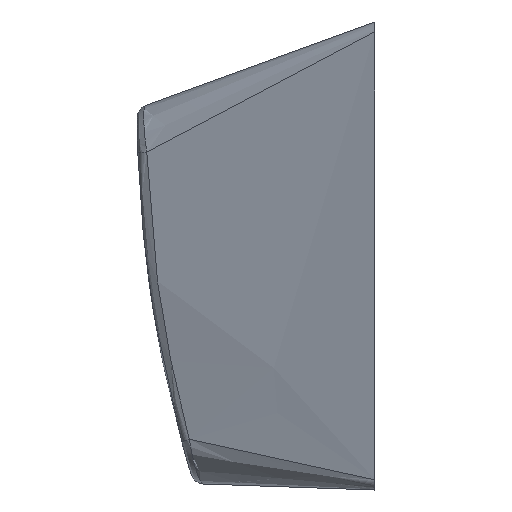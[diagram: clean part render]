
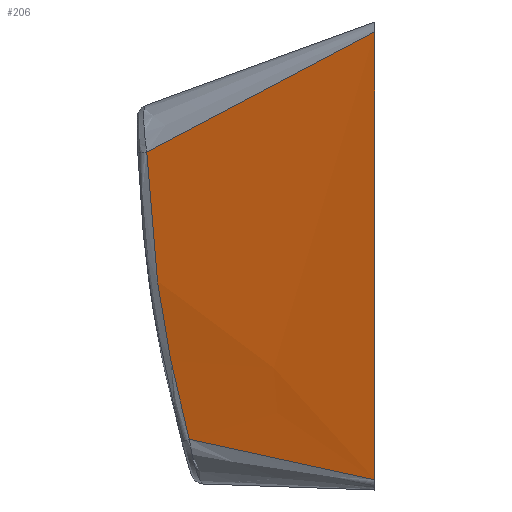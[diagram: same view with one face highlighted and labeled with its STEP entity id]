
A CAD part, left-side view. The second image highlights one B-rep face of the part: STEP entity #206.
In plain terms, the highlighted free-form (B-spline) face has degree [3, 1] with [12, 2] control points.
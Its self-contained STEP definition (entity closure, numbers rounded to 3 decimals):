
#206 = ADVANCED_FACE ( 'NONE', ( #5084 ), #3674, .F. ) ;
#246 = B_SPLINE_CURVE_WITH_KNOTS ( 'NONE', 3,
 ( #8532, #820, #7011, #3640, #3592, #8391 ),
 .UNSPECIFIED., .F., .F.,
 ( 4, 2, 4 ),
 ( 0., 0.006, 0.011 ),
 .UNSPECIFIED. ) ;
#290 = EDGE_LOOP ( 'NONE', ( #6831, #1355, #6510, #3556 ) ) ;
#328 = CARTESIAN_POINT ( 'NONE',  ( -27.324, 1.834, -8.238 ) ) ;
#368 = CARTESIAN_POINT ( 'NONE',  ( -24.445, 11.208, 4.971 ) ) ;
#371 = CARTESIAN_POINT ( 'NONE',  ( -25.369, 6.591, -7.209 ) ) ;
#456 = CARTESIAN_POINT ( 'NONE',  ( -24.868, 9.912, 5.442 ) ) ;
#493 = CARTESIAN_POINT ( 'NONE',  ( -26.388, 5.159, 5.967 ) ) ;
#551 = CARTESIAN_POINT ( 'NONE',  ( -28.1, 0., 8.668 ) ) ;
#583 = CARTESIAN_POINT ( 'NONE',  ( -25.578, 7.546, 4.699 ) ) ;
#628 = CARTESIAN_POINT ( 'NONE',  ( -27.639, 1.406, 7.938 ) ) ;
#820 = CARTESIAN_POINT ( 'NONE',  ( -25.068, 8.764, 2.138 ) ) ;
#880 = CARTESIAN_POINT ( 'NONE',  ( -27.858, 0.742, 8.78 ) ) ;
#1021 = CARTESIAN_POINT ( 'NONE',  ( -23.941, 9.703, -8.711 ) ) ;
#1028 = CARTESIAN_POINT ( 'NONE',  ( -26.096, 4.799, -7.587 ) ) ;
#1108 = CARTESIAN_POINT ( 'NONE',  ( -26.711, 3.305, -7.911 ) ) ;
#1152 = CARTESIAN_POINT ( 'NONE',  ( -24.657, 10.56, 5.207 ) ) ;
#1195 = CARTESIAN_POINT ( 'NONE',  ( -24.029, 9.499, -8.718 ) ) ;
#1331 = CARTESIAN_POINT ( 'NONE',  ( -25.171, 8.731, 4.063 ) ) ;
#1355 = ORIENTED_EDGE ( 'NONE', *, *, #8786, .T. ) ;
#1375 = CARTESIAN_POINT ( 'NONE',  ( -25.455, 7.907, 4.505 ) ) ;
#1580 = CARTESIAN_POINT ( 'NONE',  ( -28.1, 0., 9.05 ) ) ;
#1623 = CARTESIAN_POINT ( 'NONE',  ( -25.359, 6.396, -8.827 ) ) ;
#1626 = CARTESIAN_POINT ( 'NONE',  ( -26.535, 3.73, -7.818 ) ) ;
#1800 = CARTESIAN_POINT ( 'NONE',  ( -26.832, 3.012, -7.975 ) ) ;
#2025 = CARTESIAN_POINT ( 'NONE',  ( -25.363, 8.173, 4.363 ) ) ;
#2067 = CARTESIAN_POINT ( 'NONE',  ( -25.862, 6.715, 5.142 ) ) ;
#2368 = CARTESIAN_POINT ( 'NONE',  ( -27.808, 0.686, -8.497 ) ) ;
#2411 = VECTOR ( 'NONE', #5989, 1000. ) ;
#2413 = CARTESIAN_POINT ( 'NONE',  ( -25.973, 5.1, -7.522 ) ) ;
#2440 = B_SPLINE_CURVE_WITH_KNOTS ( 'NONE', 3,
 ( #6854, #628, #6167, #3447, #493, #7505, #6257, #6812, #2067, #4007, #8936, #8979, #8339, #583, #6210, #1375, #2719, #2025, #9068, #4838, #7646, #1331, #4144 ),
 .UNSPECIFIED., .F., .F.,
 ( 4, 2, 2, 2, 2, 2, 1, 2, 2, 2, 2, 4 ),
 ( 0., 0.481, 0.602, 0.722, 0.737, 0.752, 0.782, 0.842, 0.872, 0.902, 0.932, 0.963 ),
 .UNSPECIFIED. ) ;
#2706 = EDGE_CURVE ( 'NONE', #5656, #6140, #3867, .T. ) ;
#2719 = CARTESIAN_POINT ( 'NONE',  ( -25.393, 8.086, 4.41 ) ) ;
#3005 = CARTESIAN_POINT ( 'NONE',  ( -26.6, 3.5, -8.928 ) ) ;
#3058 = CARTESIAN_POINT ( 'NONE',  ( -26.471, 3.884, -7.784 ) ) ;
#3096 = CARTESIAN_POINT ( 'NONE',  ( -24.826, 7.64, -8.783 ) ) ;
#3100 = CARTESIAN_POINT ( 'NONE',  ( -26.563, 3.661, -7.833 ) ) ;
#3181 = CARTESIAN_POINT ( 'NONE',  ( -24.213, 11.92, 4.712 ) ) ;
#3439 = CARTESIAN_POINT ( 'NONE',  ( -25.138, 8.824, 4.013 ) ) ;
#3447 = CARTESIAN_POINT ( 'NONE',  ( -26.512, 4.79, 6.162 ) ) ;
#3556 = ORIENTED_EDGE ( 'NONE', *, *, #2706, .T. ) ;
#3592 = CARTESIAN_POINT ( 'NONE',  ( -25.044, 7.666, -5.278 ) ) ;
#3640 = CARTESIAN_POINT ( 'NONE',  ( -25.011, 8.049, -3.443 ) ) ;
#3674 = B_SPLINE_SURFACE_WITH_KNOTS ( 'NONE', 3, 1, ( 
 ( #7894, #1580 ),
 ( #7203, #880 ),
 ( #3695, #6504 ),
 ( #3005, #6550 ),
 ( #5817, #8632 ),
 ( #1623, #4440 ),
 ( #7244, #4578 ),
 ( #3096, #456 ),
 ( #4709, #1152 ),
 ( #7426, #368 ),
 ( #1195, #4017 ),
 ( #1021, #3181 ) ),
 .UNSPECIFIED., .F., .F., .F.,
 ( 4, 1, 1, 1, 2, 1, 1, 1, 4 ),
 ( 2, 2 ),
 ( 0., 0.187, 0.373, 0.56, 0.747, 0.81, 0.873, 0.937, 1. ),
 ( 0., 1. ),
 .UNSPECIFIED. ) ;
#3695 = CARTESIAN_POINT ( 'NONE',  ( -27.337, 1.779, -8.988 ) ) ;
#3795 = CARTESIAN_POINT ( 'NONE',  ( -27.312, 1.864, -8.231 ) ) ;
#3867 = LINE ( 'NONE', #6670, #2411 ) ;
#3888 = CARTESIAN_POINT ( 'NONE',  ( -27.557, 1.281, -8.362 ) ) ;
#3903 = EDGE_CURVE ( 'NONE', #6140, #4898, #2440, .T. ) ;
#3989 = CARTESIAN_POINT ( 'NONE',  ( -25.134, 7.179, -7.089 ) ) ;
#4007 = CARTESIAN_POINT ( 'NONE',  ( -25.831, 6.805, 5.094 ) ) ;
#4017 = CARTESIAN_POINT ( 'NONE',  ( -24.295, 11.668, 4.803 ) ) ;
#4025 = CARTESIAN_POINT ( 'NONE',  ( -28.1, 0., -8.655 ) ) ;
#4144 = CARTESIAN_POINT ( 'NONE',  ( -25.138, 8.824, 4.013 ) ) ;
#4440 = CARTESIAN_POINT ( 'NONE',  ( -25.342, 8.458, 5.972 ) ) ;
#4578 = CARTESIAN_POINT ( 'NONE',  ( -25.018, 9.451, 5.61 ) ) ;
#4581 = CARTESIAN_POINT ( 'NONE',  ( -27.02, 2.561, -8.075 ) ) ;
#4709 = CARTESIAN_POINT ( 'NONE',  ( -24.521, 8.352, -8.758 ) ) ;
#4838 = CARTESIAN_POINT ( 'NONE',  ( -25.268, 8.448, 4.215 ) ) ;
#4898 = VERTEX_POINT ( 'NONE', #3439 ) ;
#5084 = FACE_OUTER_BOUND ( 'NONE', #290, .T. ) ;
#5222 = CARTESIAN_POINT ( 'NONE',  ( -28.1, 0., -8.655 ) ) ;
#5308 = CARTESIAN_POINT ( 'NONE',  ( -27.279, 1.943, -8.213 ) ) ;
#5656 = VERTEX_POINT ( 'NONE', #4025 ) ;
#5817 = CARTESIAN_POINT ( 'NONE',  ( -25.863, 5.221, -8.868 ) ) ;
#5963 = CARTESIAN_POINT ( 'NONE',  ( -26.283, 4.343, -7.685 ) ) ;
#5989 = DIRECTION ( 'NONE',  ( 0., 0., 1. ) ) ;
#6008 = CARTESIAN_POINT ( 'NONE',  ( -26.345, 4.191, -7.718 ) ) ;
#6140 = VERTEX_POINT ( 'NONE', #551 ) ;
#6167 = CARTESIAN_POINT ( 'NONE',  ( -27.145, 2.901, 7.158 ) ) ;
#6210 = CARTESIAN_POINT ( 'NONE',  ( -25.485, 7.818, 4.553 ) ) ;
#6257 = CARTESIAN_POINT ( 'NONE',  ( -26.016, 6.262, 5.383 ) ) ;
#6504 = CARTESIAN_POINT ( 'NONE',  ( -27.363, 2.261, 8.227 ) ) ;
#6510 = ORIENTED_EDGE ( 'NONE', *, *, #7039, .T. ) ;
#6550 = CARTESIAN_POINT ( 'NONE',  ( -26.6, 4.6, 7.376 ) ) ;
#6602 = CARTESIAN_POINT ( 'NONE',  ( -27.181, 2.177, -8.161 ) ) ;
#6646 = CARTESIAN_POINT ( 'NONE',  ( -25.134, 7.179, -7.089 ) ) ;
#6670 = CARTESIAN_POINT ( 'NONE',  ( -28.1, 0., 9.05 ) ) ;
#6812 = CARTESIAN_POINT ( 'NONE',  ( -25.877, 6.67, 5.166 ) ) ;
#6831 = ORIENTED_EDGE ( 'NONE', *, *, #3903, .T. ) ;
#6854 = CARTESIAN_POINT ( 'NONE',  ( -28.1, 0., 8.668 ) ) ;
#7011 = CARTESIAN_POINT ( 'NONE',  ( -25.023, 8.599, 0.272 ) ) ;
#7039 = EDGE_CURVE ( 'NONE', #7776, #5656, #7941, .T. ) ;
#7203 = CARTESIAN_POINT ( 'NONE',  ( -27.841, 0.604, -9.029 ) ) ;
#7244 = CARTESIAN_POINT ( 'NONE',  ( -25.012, 7.205, -8.798 ) ) ;
#7247 = CARTESIAN_POINT ( 'NONE',  ( -26.44, 3.961, -7.767 ) ) ;
#7345 = CARTESIAN_POINT ( 'NONE',  ( -27.084, 2.409, -8.109 ) ) ;
#7426 = CARTESIAN_POINT ( 'NONE',  ( -24.216, 9.063, -8.734 ) ) ;
#7505 = CARTESIAN_POINT ( 'NONE',  ( -26.14, 5.896, 5.577 ) ) ;
#7646 = CARTESIAN_POINT ( 'NONE',  ( -25.202, 8.639, 4.113 ) ) ;
#7776 = VERTEX_POINT ( 'NONE', #3989 ) ;
#7894 = CARTESIAN_POINT ( 'NONE',  ( -28.1, 0., -9.05 ) ) ;
#7941 = B_SPLINE_CURVE_WITH_KNOTS ( 'NONE', 3,
 ( #6646, #371, #8681, #2413, #1028, #5963, #6008, #7247, #3058, #1626, #3100, #1108, #1800, #4581, #7345, #6602, #7984, #5308, #3795, #328, #3888, #2368, #5222 ),
 .UNSPECIFIED., .F., .F.,
 ( 4, 2, 2, 2, 2, 2, 2, 2, 1, 2, 2, 4 ),
 ( 0.045, 0.284, 0.403, 0.463, 0.493, 0.523, 0.642, 0.702, 0.732, 0.746, 0.761, 1. ),
 .UNSPECIFIED. ) ;
#7984 = CARTESIAN_POINT ( 'NONE',  ( -27.229, 2.061, -8.187 ) ) ;
#8339 = CARTESIAN_POINT ( 'NONE',  ( -25.673, 7.271, 4.846 ) ) ;
#8391 = CARTESIAN_POINT ( 'NONE',  ( -25.134, 7.179, -7.089 ) ) ;
#8532 = CARTESIAN_POINT ( 'NONE',  ( -25.138, 8.824, 4.013 ) ) ;
#8632 = CARTESIAN_POINT ( 'NONE',  ( -25.837, 6.939, 6.524 ) ) ;
#8681 = CARTESIAN_POINT ( 'NONE',  ( -25.607, 5.999, -7.332 ) ) ;
#8786 = EDGE_CURVE ( 'NONE', #4898, #7776, #246, .T. ) ;
#8936 = CARTESIAN_POINT ( 'NONE',  ( -25.816, 6.849, 5.07 ) ) ;
#8979 = CARTESIAN_POINT ( 'NONE',  ( -25.768, 6.99, 4.995 ) ) ;
#9068 = CARTESIAN_POINT ( 'NONE',  ( -25.301, 8.355, 4.265 ) ) ;
